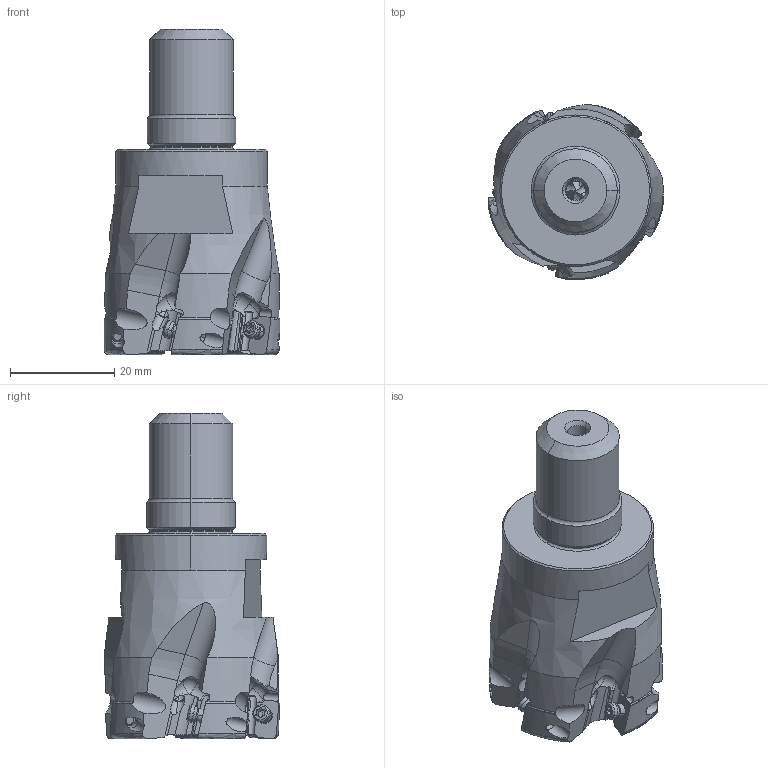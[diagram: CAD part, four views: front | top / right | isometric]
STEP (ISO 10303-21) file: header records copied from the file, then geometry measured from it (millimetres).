
FILE_DESCRIPTION(/* description */ (''),/* implementation_level */ '2;1');
FILE_NAME(/* name */ 'APX3000UR225AM16A40.stp',/* time_stamp */ '2021-09-08T11:45:39+09:00',/* author */ (''),/* organization */ (''),/* preprocessor_version */ 'ST-DEVELOPER v16',/* originating_system */ 'SIEMENS PLM Software NX 10.0',/* authorisation */ '');
FILE_SCHEMA (('AUTOMOTIVE_DESIGN { 1 0 10303 214 3 1 1 1 }'));
Length unit declared in the file: millimetre
Products named in the file (1): APX3000UR225AM16A40_ASM
Bounding box: 33.7 x 33.56 x 62.28 mm (x, y, z)
Volume: 29702.1 mm3; surface area: 8656.4 mm2
Topology: 6 solids, 6 shells, 488 faces, 1462 edges, 996 vertices
Faces by surface type: cylinder 220, plane 124, cone 78, torus 41, sphere 25
Entity records: 21545 total; most frequent: CARTESIAN_POINT 8462, ORIENTED_EDGE 2884, DIRECTION 2537, EDGE_CURVE 1442, AXIS2_PLACEMENT_3D 1063, VERTEX_POINT 963, EDGE_LOOP 505, B_SPLINE_CURVE_WITH_KNOTS 491
